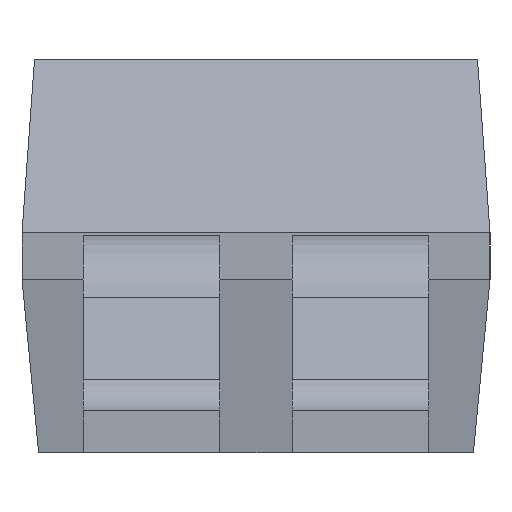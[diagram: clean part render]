
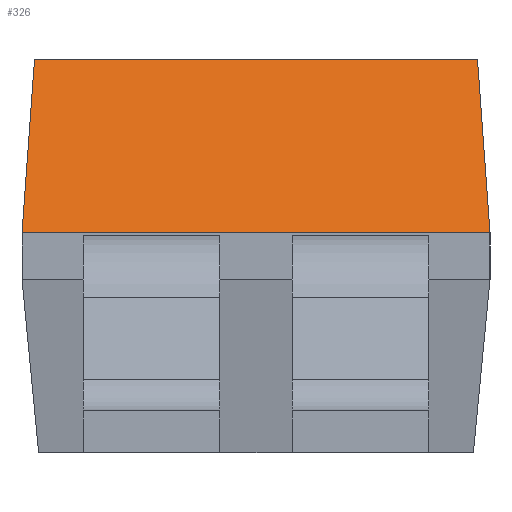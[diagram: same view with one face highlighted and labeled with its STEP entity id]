
A CAD part, left-side view. The second image highlights one B-rep face of the part: STEP entity #326.
In plain terms, the highlighted planar face has unit normal (-0.947, 0, 0.32).
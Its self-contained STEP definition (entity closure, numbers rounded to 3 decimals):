
#143=CARTESIAN_POINT('',(-1.842,-1.346,2.388));
#142=VERTEX_POINT('',#143);
#161=CARTESIAN_POINT('',(-1.842,1.346,2.388));
#160=VERTEX_POINT('',#161);
#169=EDGE_CURVE('',#142,#160,#174,.T.);
#174=LINE('',#143,#176);
#176=VECTOR('',#177,2.692);
#177=DIRECTION('',(0.0,1.0,0.0));
#192=CARTESIAN_POINT('',(-2.197,-1.422,1.336));
#191=VERTEX_POINT('',#192);
#218=EDGE_CURVE('',#191,#142,#223,.T.);
#223=LINE('',#192,#225);
#225=VECTOR('',#226,1.113);
#226=DIRECTION('',(0.32,0.068,0.945));
#288=CARTESIAN_POINT('',(-2.197,1.422,1.336));
#287=VERTEX_POINT('',#288);
#296=EDGE_CURVE('',#160,#287,#301,.T.);
#301=LINE('',#161,#303);
#303=VECTOR('',#304,1.113);
#304=DIRECTION('',(-0.32,0.068,-0.945));
#326=ADVANCED_FACE('',(#332),#327,.T.);
#327=PLANE('',#328);
#328=AXIS2_PLACEMENT_3D('',#329,#330,#331);
#329=CARTESIAN_POINT('',(-2.197,1.422,1.336));
#330=DIRECTION('',(-0.947,0.0,0.32));
#331=DIRECTION('',(0.,0.,1.));
#332=FACE_OUTER_BOUND('',#333,.T.);
#333=EDGE_LOOP('',(#334,#344,#354,#364));
#335=EDGE_CURVE('',#191,#287,#340,.T.);
#340=LINE('',#192,#342);
#342=VECTOR('',#343,2.845);
#343=DIRECTION('',(0.0,1.0,0.0));
#334=ORIENTED_EDGE('',*,*,#335,.F.);
#344=ORIENTED_EDGE('',*,*,#218,.T.);
#354=ORIENTED_EDGE('',*,*,#169,.T.);
#364=ORIENTED_EDGE('',*,*,#296,.T.);
